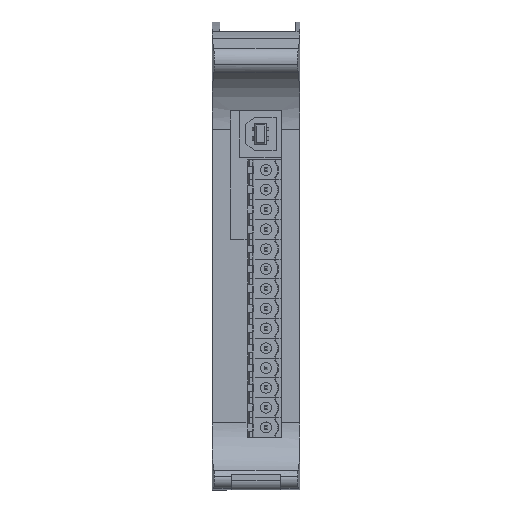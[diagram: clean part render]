
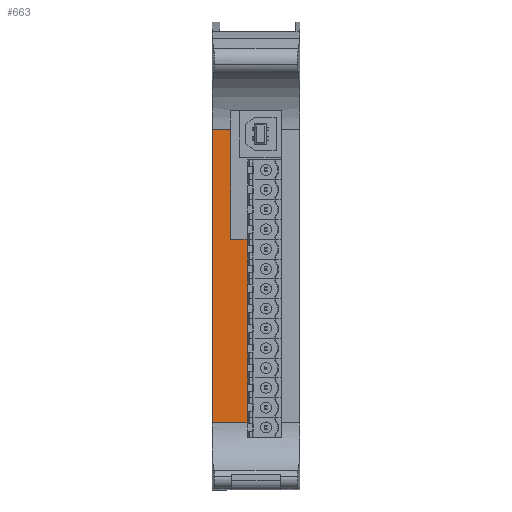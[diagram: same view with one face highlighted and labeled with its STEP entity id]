
A CAD part, front view. The second image highlights one B-rep face of the part: STEP entity #663.
In plain terms, the highlighted planar face has unit normal (0, -1, 0).
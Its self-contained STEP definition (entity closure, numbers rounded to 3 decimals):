
#663 = ADVANCED_FACE ( 'NONE', ( #35526 ), #21636, .F. ) ;
#996 = VECTOR ( 'NONE', #22286, 1000. ) ;
#1173 = EDGE_CURVE ( 'NONE', #15465, #10363, #12847, .T. ) ;
#1199 = ORIENTED_EDGE ( 'NONE', *, *, #35016, .F. ) ;
#1616 = EDGE_LOOP ( 'NONE', ( #10502, #14980, #6631, #7236, #29564, #1199 ) ) ;
#1849 = CARTESIAN_POINT ( 'NONE',  ( 0.006, -38.8, 115.998 ) ) ;
#2166 = VECTOR ( 'NONE', #13215, 1000. ) ;
#2417 = VERTEX_POINT ( 'NONE', #37577 ) ;
#3568 = EDGE_CURVE ( 'NONE', #13052, #15465, #5457, .T. ) ;
#3698 = CARTESIAN_POINT ( 'NONE',  ( 22.5, -38.8, 60.3 ) ) ;
#5120 = VECTOR ( 'NONE', #9624, 1000. ) ;
#5457 = LINE ( 'NONE', #3698, #20899 ) ;
#6631 = ORIENTED_EDGE ( 'NONE', *, *, #3568, .T. ) ;
#6634 = CARTESIAN_POINT ( 'NONE',  ( 9.206, -38.8, 13.218 ) ) ;
#7169 = DIRECTION ( 'NONE',  ( 0., 0., 1. ) ) ;
#7236 = ORIENTED_EDGE ( 'NONE', *, *, #1173, .T. ) ;
#7653 = CARTESIAN_POINT ( 'NONE',  ( 22.5, -38.8, 13.218 ) ) ;
#8269 = VERTEX_POINT ( 'NONE', #6634 ) ;
#8716 = LINE ( 'NONE', #1849, #996 ) ;
#9624 = DIRECTION ( 'NONE',  ( 0., 0., 1. ) ) ;
#10363 = VERTEX_POINT ( 'NONE', #24049 ) ;
#10502 = ORIENTED_EDGE ( 'NONE', *, *, #26755, .F. ) ;
#10534 = EDGE_CURVE ( 'NONE', #10363, #2417, #18481, .T. ) ;
#11638 = LINE ( 'NONE', #7653, #19382 ) ;
#12692 = VERTEX_POINT ( 'NONE', #33092 ) ;
#12847 = LINE ( 'NONE', #21189, #5120 ) ;
#13052 = VERTEX_POINT ( 'NONE', #32322 ) ;
#13215 = DIRECTION ( 'NONE',  ( 0., 0., 1. ) ) ;
#14980 = ORIENTED_EDGE ( 'NONE', *, *, #22387, .T. ) ;
#15465 = VERTEX_POINT ( 'NONE', #27674 ) ;
#16265 = CARTESIAN_POINT ( 'NONE',  ( 22.5, -38.8, 88.373 ) ) ;
#18481 = LINE ( 'NONE', #16265, #25316 ) ;
#19180 = DIRECTION ( 'NONE',  ( -1., 0., 0. ) ) ;
#19382 = VECTOR ( 'NONE', #25070, 1000. ) ;
#20899 = VECTOR ( 'NONE', #24029, 1000. ) ;
#21189 = CARTESIAN_POINT ( 'NONE',  ( 4.806, -38.8, 88.373 ) ) ;
#21636 = PLANE ( 'NONE',  #25376 ) ;
#22286 = DIRECTION ( 'NONE',  ( 0., 0., 1. ) ) ;
#22387 = EDGE_CURVE ( 'NONE', #8269, #13052, #33057, .T. ) ;
#24029 = DIRECTION ( 'NONE',  ( -1., 0., 0. ) ) ;
#24049 = CARTESIAN_POINT ( 'NONE',  ( 4.806, -38.8, 88.373 ) ) ;
#24574 = DIRECTION ( 'NONE',  ( 0., 1., 0. ) ) ;
#24779 = CARTESIAN_POINT ( 'NONE',  ( 9.206, -38.8, 88.373 ) ) ;
#25070 = DIRECTION ( 'NONE',  ( -1., 0., 0. ) ) ;
#25316 = VECTOR ( 'NONE', #19180, 1000. ) ;
#25376 = AXIS2_PLACEMENT_3D ( 'NONE', #33050, #24574, #7169 ) ;
#26755 = EDGE_CURVE ( 'NONE', #8269, #12692, #11638, .T. ) ;
#27674 = CARTESIAN_POINT ( 'NONE',  ( 4.806, -38.8, 60.3 ) ) ;
#29564 = ORIENTED_EDGE ( 'NONE', *, *, #10534, .T. ) ;
#32322 = CARTESIAN_POINT ( 'NONE',  ( 9.206, -38.8, 60.3 ) ) ;
#33050 = CARTESIAN_POINT ( 'NONE',  ( 22.5, -38.8, 88.373 ) ) ;
#33057 = LINE ( 'NONE', #24779, #2166 ) ;
#33092 = CARTESIAN_POINT ( 'NONE',  ( 0.006, -38.8, 13.218 ) ) ;
#35016 = EDGE_CURVE ( 'NONE', #12692, #2417, #8716, .T. ) ;
#35526 = FACE_OUTER_BOUND ( 'NONE', #1616, .T. ) ;
#37577 = CARTESIAN_POINT ( 'NONE',  ( 0.006, -38.8, 88.373 ) ) ;
